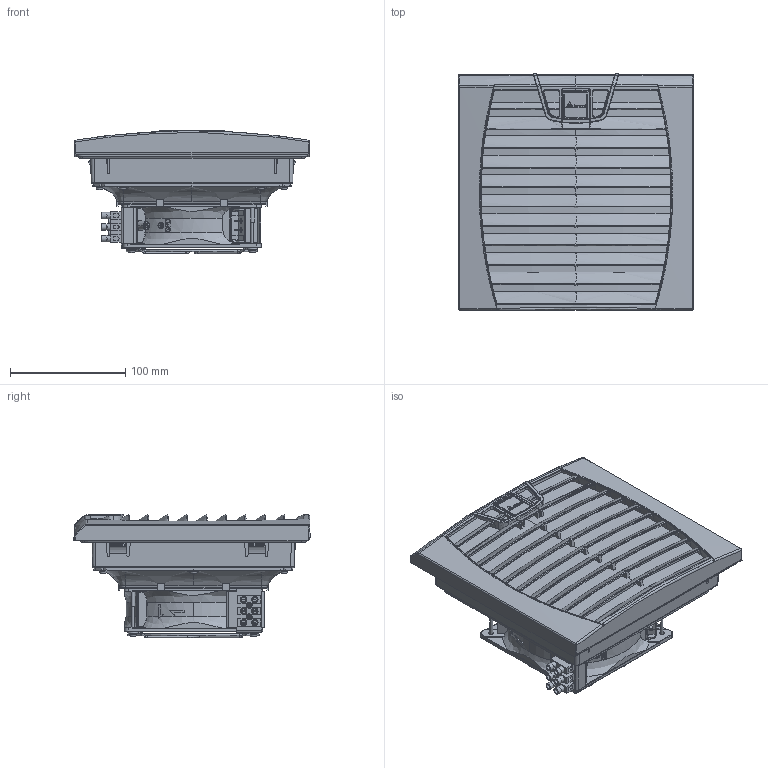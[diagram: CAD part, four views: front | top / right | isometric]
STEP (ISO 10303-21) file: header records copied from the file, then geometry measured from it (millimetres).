
FILE_DESCRIPTION (( 'STEP AP214' ), '1' );
FILE_NAME ('HEF070series-3D.STEP', '2021-03-25T12:33:48', ( '' ), ( '' ), 'SwSTEP 2.0', 'SolidWorks 2019', '' );
FILE_SCHEMA (( 'AUTOMOTIVE_DESIGN' ));
Length unit declared in the file: millimetre
Products named in the file (18): HEF070ACA-3D^HEF070series-3D; HEF070-FAN-ASSY^HEF070series-3D; HEF070-FAN-NOZZEL_cover2^HEF070series-3D; terminal block-plate^HEF070series-3D; LOGO-LATCH^HEF070ACA-3D_HEF070series-3D; HEF070-FAN-HOUSING^HEF070-FAN-ASSY_HEF070series-3D; HEF070series-3D; HEF070-FILTER-FRAME_cover1^HEF070ACA-3D_HEF070series-3D; terminal block^HEF070series-3D; HEF070-FAN-CNT^HEF070-FAN-ASSY_HEF070series-3D; SCREW-B^HEF070series-3D; HEF070-RUBBER-SEAL_cover1^HEF070ACA-3D_HEF070series-3D; SCREW-A^HEF070series-3D; HEF070-FAN GUARD^HEF070series-3D; SCREW-C^HEF070series-3D; HEF070-FRONT-COVER^HEF070ACA-3D_HEF070series-3D; FILTER MAT_070TYPE^HEF070ACA-3D_HEF070series-3D; HEF070-FAN-CAT-CAP^HEF070-FAN-ASSY_HEF070series-3D
Assembly tree (21 placements, depth 3):
  HEF070series-3D
    HEF070ACA-3D^HEF070series-3D
      HEF070-FRONT-COVER^HEF070ACA-3D_HEF070series-3D
      HEF070-FILTER-FRAME_cover1^HEF070ACA-3D_HEF070series-3D
      HEF070-RUBBER-SEAL_cover1^HEF070ACA-3D_HEF070series-3D
      LOGO-LATCH^HEF070ACA-3D_HEF070series-3D
      FILTER MAT_070TYPE^HEF070ACA-3D_HEF070series-3D
    HEF070-FAN-ASSY^HEF070series-3D
      HEF070-FAN-HOUSING^HEF070-FAN-ASSY_HEF070series-3D
      HEF070-FAN-CNT^HEF070-FAN-ASSY_HEF070series-3D
      HEF070-FAN-CAT-CAP^HEF070-FAN-ASSY_HEF070series-3D
    HEF070-FAN-NOZZEL_cover2^HEF070series-3D
    HEF070-FAN GUARD^HEF070series-3D
    SCREW-C^HEF070series-3D  x4
    terminal block-plate^HEF070series-3D
    terminal block^HEF070series-3D
    SCREW-A^HEF070series-3D
    SCREW-B^HEF070series-3D  x2
Bounding box: 204 x 204.7 x 107.1 mm (x, y, z)
Volume: 1890805.8 mm3; surface area: 476009.7 mm2
Topology: 31 solids, 32 shells, 2597 faces, 6968 edges, 4461 vertices
Faces by surface type: bspline 1598, plane 650, cylinder 264, torus 38, cone 27, sphere 20
Full cylindrical faces by diameter (mm): 1.8 x12, 2.4 x4, 2.92 x2, 3.1 x4, 3.5 x5, 3.6 x2, 4 x6, 4.5 x1, 5 x3, 5.6 x6, 6 x10
Entity records: 139470 total; most frequent: CARTESIAN_POINT 91663, ORIENTED_EDGE 13158, EDGE_CURVE 6579, DIRECTION 4453, VERTEX_POINT 4257, B_SPLINE_CURVE_WITH_KNOTS 3793, EDGE_LOOP 2756, FACE_OUTER_BOUND 2560
